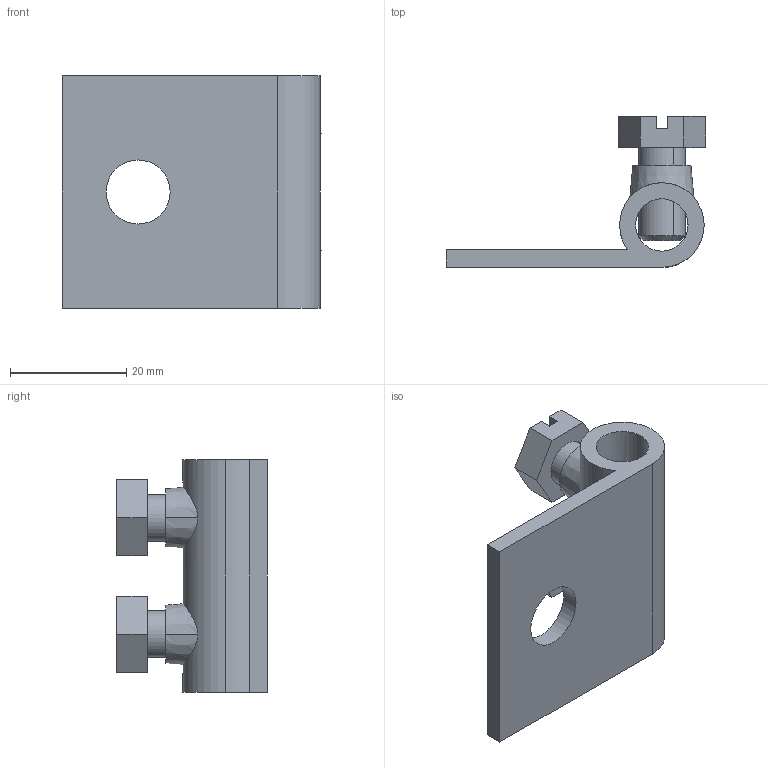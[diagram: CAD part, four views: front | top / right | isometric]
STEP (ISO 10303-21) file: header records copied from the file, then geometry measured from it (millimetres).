
FILE_DESCRIPTION(('CoCreate Modeling STEP Export'),'2;1');
FILE_NAME('5325307.stp','2016-05-04T11:34:10',(''),(''),'CoCreate Modeling STEP processor for AP214 (Solid Model)','CoCreate Modeling 16.00B 02-Dec-2008 (C) Parametric Technology GmbH','');
FILE_SCHEMA(('AUTOMOTIVE_DESIGN { 1 0 10303 214 1 1 1 1 }'));
Length unit declared in the file: millimetre
Products named in the file (4): Grundkoerper; Sechskantschraube_DIN_933-M8x16--.2.1.1.1.1; Klemmschuh; 5325307.stp
Assembly tree (4 placements, depth 3):
  5325307.stp
    Klemmschuh
      Sechskantschraube_DIN_933-M8x16--.2.1.1.1.1  x2
      Grundkoerper
Bounding box: 44.51 x 25.9 x 40 mm (x, y, z)
Volume: 10950.7 mm3; surface area: 8110.3 mm2
Topology: 3 solids, 3 shells, 60 faces, 142 edges, 92 vertices
Faces by surface type: plane 33, cylinder 15, cone 12
Entity records: 3046 total; most frequent: CARTESIAN_POINT 1942, ORIENTED_EDGE 204, DIRECTION 160, EDGE_CURVE 102, VERTEX_POINT 66, VECTOR 60, LINE 60, EDGE_LOOP 54
